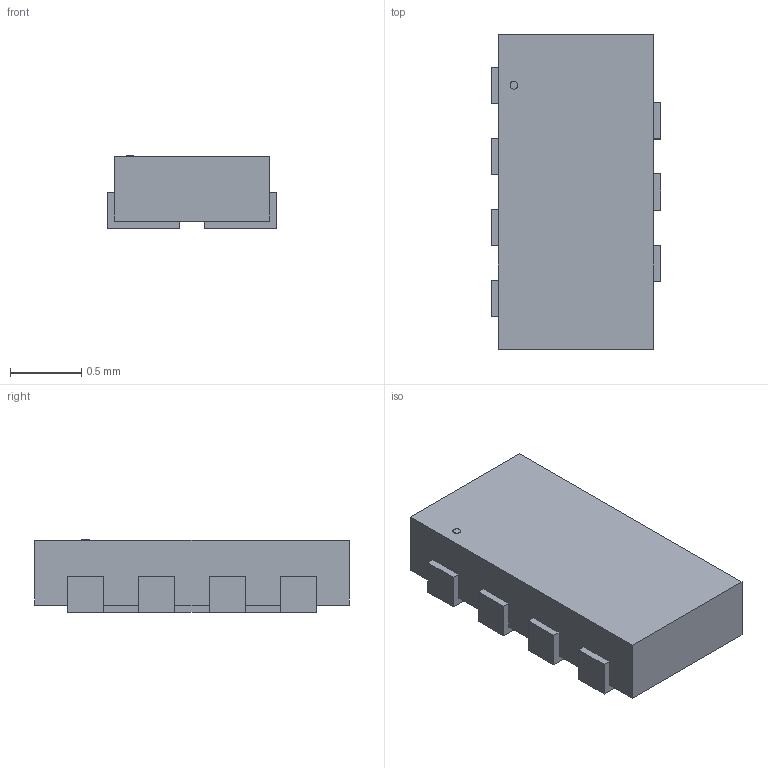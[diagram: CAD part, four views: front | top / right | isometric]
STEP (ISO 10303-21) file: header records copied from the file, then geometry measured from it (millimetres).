
FILE_DESCRIPTION(('STEP AP214'),'1');
FILE_NAME('PUSB3AB6Z_NEX','2025-01-21T02:51:57',(''),(''),'','','');
FILE_SCHEMA(('AUTOMOTIVE_DESIGN'));
Length unit declared in the file: millimetre
Products named in the file (1): product
Bounding box: 1.19 x 2.21 x 0.51 mm (x, y, z)
Volume: 1.2 mm3; surface area: 11.1 mm2
Topology: 9 solids, 9 shells, 65 faces, 141 edges, 94 vertices
Faces by surface type: plane 64, cylinder 1
Full cylindrical faces by diameter (mm): 0.055 x1
Entity records: 1815 total; most frequent: ORIENTED_EDGE 280, DIRECTION 276, CARTESIAN_POINT 163, EDGE_CURVE 140, LINE 138, VECTOR 138, VERTEX_POINT 94, AXIS2_PLACEMENT_3D 69
